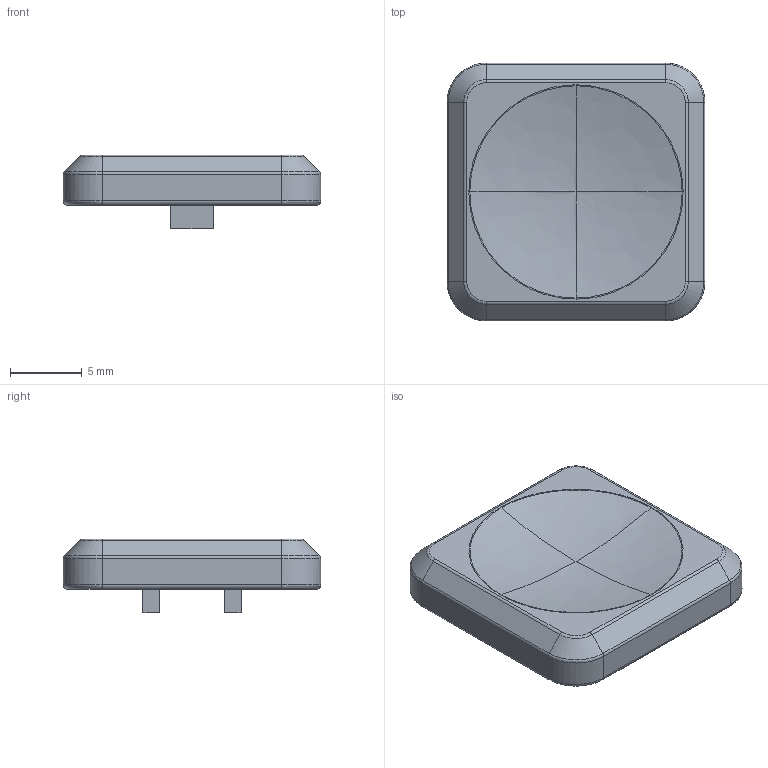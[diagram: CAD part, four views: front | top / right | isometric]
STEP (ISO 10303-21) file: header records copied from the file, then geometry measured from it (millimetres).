
FILE_DESCRIPTION(/* description */ (''),/* implementation_level */ '2;1');
FILE_NAME(/* name */ 'KEA Profile Choc MX Spaced - 1u',/* time_stamp */ '2025-03-23T09:58:00+13:00',/* author */ (''),/* organization */ (''),/* preprocessor_version */ 'ST-DEVELOPER v16.5',/* originating_system */ 'Rhino 7.38',/* authorisation */ '');
FILE_SCHEMA (('AUTOMOTIVE_DESIGN_CC2'));
Length unit declared in the file: millimetre
Products named in the file (1): Document
Bounding box: 18 x 18 x 5.14 mm (x, y, z)
Volume: 697.1 mm3; surface area: 906.4 mm2
Topology: 1 solids, 1 shells, 91 faces, 206 edges, 117 vertices
Faces by surface type: bspline 40, cylinder 26, plane 25
Entity records: 2432 total; most frequent: CARTESIAN_POINT 1150, ORIENTED_EDGE 404, EDGE_CURVE 202, VERTEX_POINT 117, B_SPLINE_CURVE_WITH_KNOTS 100, EDGE_LOOP 95, ADVANCED_FACE 91, FACE_OUTER_BOUND 91
